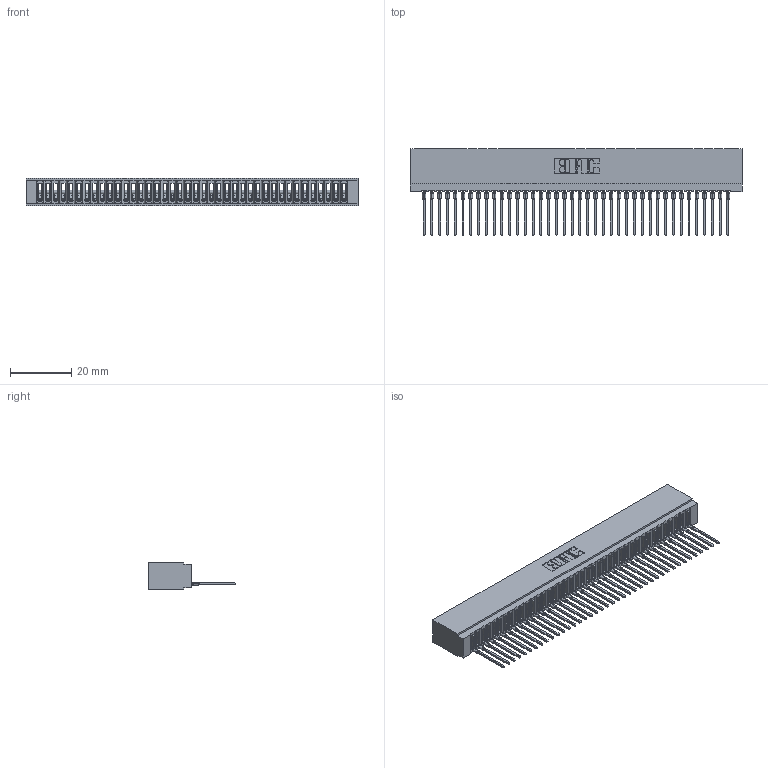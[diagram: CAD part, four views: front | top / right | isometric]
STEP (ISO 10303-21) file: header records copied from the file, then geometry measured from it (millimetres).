
FILE_DESCRIPTION (( 'STEP AP203' ), '1' );
FILE_NAME ('725-040-545-101.STEP', '2026-03-05T22:33:51', ( '' ), ( '' ), 'SwSTEP 2.0', 'SolidWorks 2023', '' );
FILE_SCHEMA (( 'CONFIG_CONTROL_DESIGN' ));
Length unit declared in the file: millimetre
Products named in the file (3): 725 Part_Insulator Option - 01; 745-292-001_545; 725-040-545-101
Assembly tree (41 placements, depth 2):
  725-040-545-101
    725 Part_Insulator Option - 01
    745-292-001_545  x40
Bounding box: 108.2 x 28.21 x 8.89 mm (x, y, z)
Volume: 8339.5 mm3; surface area: 16601.3 mm2
Topology: 41 solids, 41 shells, 4575 faces, 12574 edges, 7928 vertices
Faces by surface type: plane 2735, cylinder 800, bspline 800, torus 240
Entity records: 66298 total; most frequent: CARTESIAN_POINT 12183, ORIENTED_EDGE 11654, DIRECTION 10105, EDGE_CURVE 5827, VECTOR 5405, LINE 5405, VERTEX_POINT 3716, AXIS2_PLACEMENT_3D 2350
